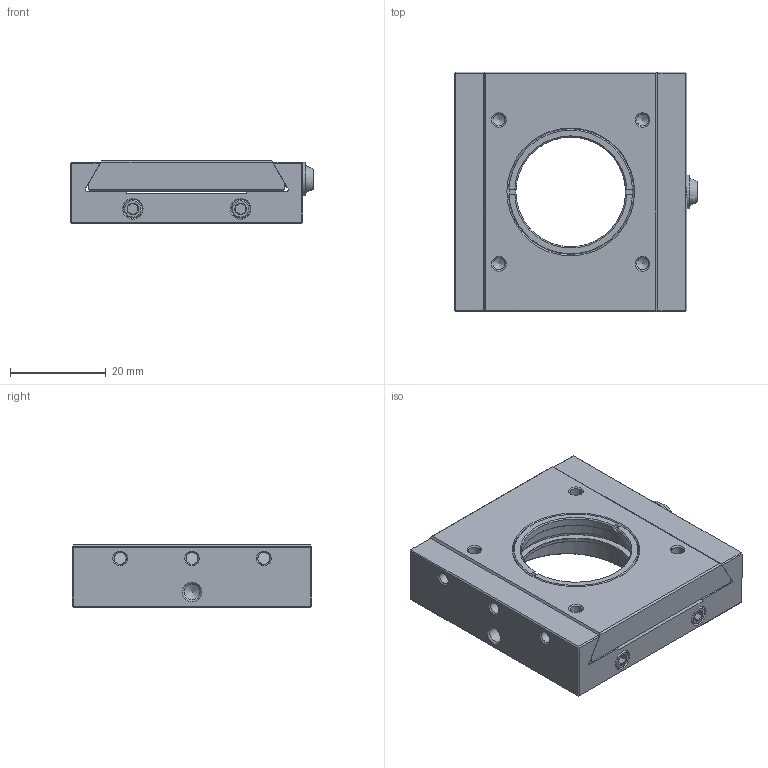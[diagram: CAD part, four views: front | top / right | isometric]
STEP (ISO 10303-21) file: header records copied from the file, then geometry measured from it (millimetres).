
FILE_DESCRIPTION (( 'STEP AP203' ), '1' );
FILE_NAME ('530140.STEP', '2025-05-07T03:45:15', ( 'Windows User' ), ( 'P R C' ), 'SwSTEP 2.0', 'SolidWorks 2020', '' );
FILE_SCHEMA (( 'CONFIG_CONTROL_DESIGN' ));
Length unit declared in the file: millimetre
Products named in the file (1): 530140
Bounding box: 50.7 x 50 x 13.05 mm (x, y, z)
Volume: 21179.3 mm3; surface area: 13737.2 mm2
Topology: 9 solids, 9 shells, 248 faces, 565 edges, 340 vertices
Faces by surface type: plane 130, cone 78, cylinder 39, bspline 1
Full cylindrical faces by diameter (mm): 2.5 x8, 3 x1, 3.2 x1, 3.3 x5, 4 x4, 6 x4, 7 x1, 22.9 x1, 24.054 x1, 25.654 x1, 26.289 x1, 26.654 x1
Entity records: 6632 total; most frequent: CARTESIAN_POINT 1560, DIRECTION 1038, ORIENTED_EDGE 904, EDGE_CURVE 452, AXIS2_PLACEMENT_3D 395, EDGE_LOOP 350, VERTEX_POINT 300, FACE_OUTER_BOUND 277
